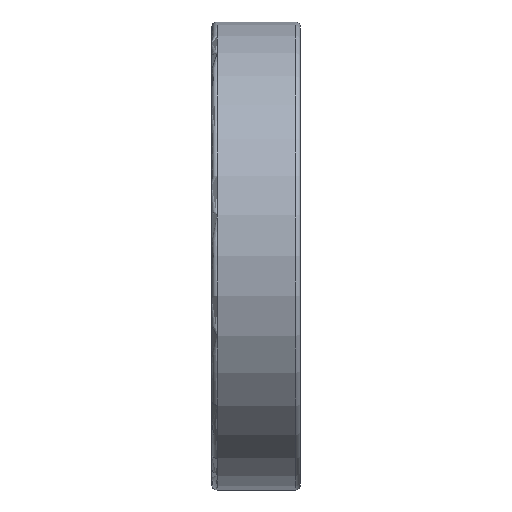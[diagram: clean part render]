
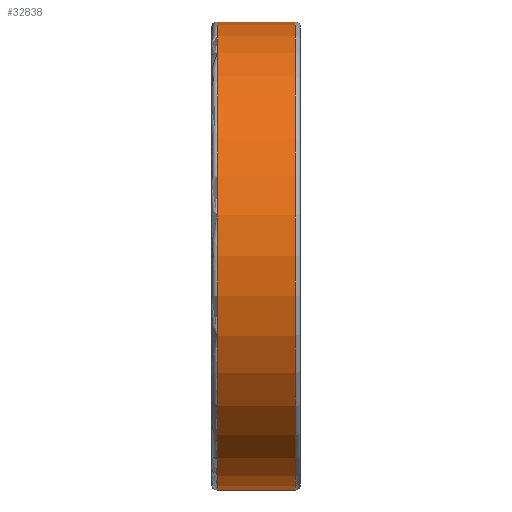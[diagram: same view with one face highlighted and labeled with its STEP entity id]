
A CAD part, top view. The second image highlights one B-rep face of the part: STEP entity #32838.
In plain terms, the highlighted cylindrical face has radius 47.5 mm (diameter 95 mm), a partial arc.
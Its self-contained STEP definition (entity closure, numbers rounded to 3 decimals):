
#23141=DIRECTION('',(-1.,0.,0.));
#23142=VECTOR('',#23141,15.9);
#23143=CARTESIAN_POINT('',(8.,47.5,0.));
#23144=LINE('',#23143,#23142);
#23148=DIRECTION('',(-1.,0.,0.));
#23149=VECTOR('',#23148,15.9);
#23150=CARTESIAN_POINT('',(8.,-47.5,0.));
#23151=LINE('',#23150,#23149);
#23163=CARTESIAN_POINT('',(8.,0.,0.));
#23164=DIRECTION('',(1.,0.,0.));
#23165=DIRECTION('',(0.,1.,0.));
#23166=AXIS2_PLACEMENT_3D('',#23163,#23164,#23165);
#23171=CARTESIAN_POINT('',(-7.9,0.,0.));
#23172=DIRECTION('',(1.,0.,0.));
#23173=DIRECTION('',(0.,1.,0.));
#23174=AXIS2_PLACEMENT_3D('',#23171,#23172,#23173);
#29946=CARTESIAN_POINT('',(8.,47.5,0.));
#29947=CARTESIAN_POINT('',(-7.9,47.5,0.));
#29948=VERTEX_POINT('',#29946);
#29949=VERTEX_POINT('',#29947);
#29958=CARTESIAN_POINT('',(8.,-47.5,0.));
#29959=CARTESIAN_POINT('',(-7.9,-47.5,0.));
#29960=VERTEX_POINT('',#29958);
#29961=VERTEX_POINT('',#29959);
#32826=CARTESIAN_POINT('',(-9.9,0.,0.));
#32827=DIRECTION('',(1.,0.,0.));
#32828=DIRECTION('',(0.,-1.,0.));
#32829=AXIS2_PLACEMENT_3D('',#32826,#32827,#32828);
#32830=CYLINDRICAL_SURFACE('',#32829,47.5);
#32831=ORIENTED_EDGE('',*,*,#32816,.F.);
#32832=ORIENTED_EDGE('',*,*,#32793,.T.);
#32833=ORIENTED_EDGE('',*,*,#32820,.T.);
#32835=ORIENTED_EDGE('',*,*,#32834,.F.);
#32836=EDGE_LOOP('',(#32831,#32832,#32833,#32835));
#32837=FACE_OUTER_BOUND('',#32836,.F.);
#23167=CIRCLE('',#23166,47.5);
#23175=CIRCLE('',#23174,47.5);
#32793=EDGE_CURVE('',#29948,#29960,#23167,.T.);
#32816=EDGE_CURVE('',#29948,#29949,#23144,.T.);
#32820=EDGE_CURVE('',#29960,#29961,#23151,.T.);
#32834=EDGE_CURVE('',#29949,#29961,#23175,.T.);
#32838=ADVANCED_FACE('',(#32837),#32830,.T.);
